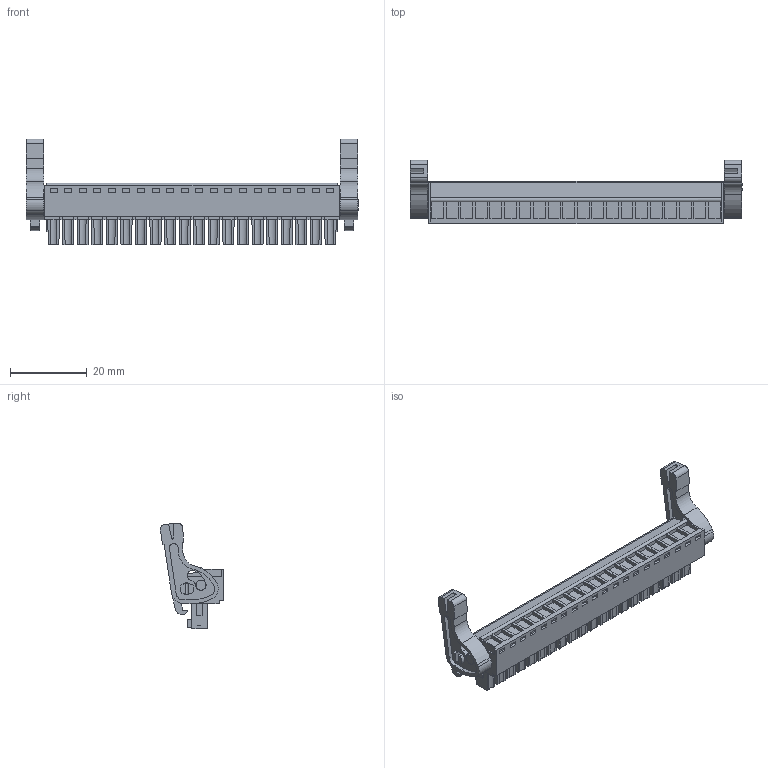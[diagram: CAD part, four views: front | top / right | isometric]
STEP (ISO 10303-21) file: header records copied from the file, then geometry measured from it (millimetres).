
FILE_DESCRIPTION(('CATIA V5 STEP','CAx-IF Rec.Pracs.--- Model Styling and Organization---1.2---2011-12-15'),'2;1');
FILE_NAME ('D1462217_0_2442510000_2442510000.stp','2017-07-31T14:41:31+00:00',('none'),('Weidmueller'),'CATIA Version 5-6 Release 2014','CATIA V5 STEP AP214','none');
FILE_SCHEMA(('AUTOMOTIVE_DESIGN { 1 0 10303 214 1 1 1 1 }'));
Length unit declared in the file: millimetre
Products named in the file (1): 2442510000
Bounding box: 86.79 x 16.55 x 27.68 mm (x, y, z)
Volume: 9014.4 mm3; surface area: 8786.1 mm2
Topology: 23 solids, 23 shells, 1148 faces, 2952 edges, 1952 vertices
Faces by surface type: plane 907, cylinder 241
Entity records: 31271 total; most frequent: ORIENTED_EDGE 5896, CARTESIAN_POINT 5692, DIRECTION 4025, EDGE_CURVE 2948, VECTOR 2324, LINE 2324, VERTEX_POINT 1952, EDGE_LOOP 1264
